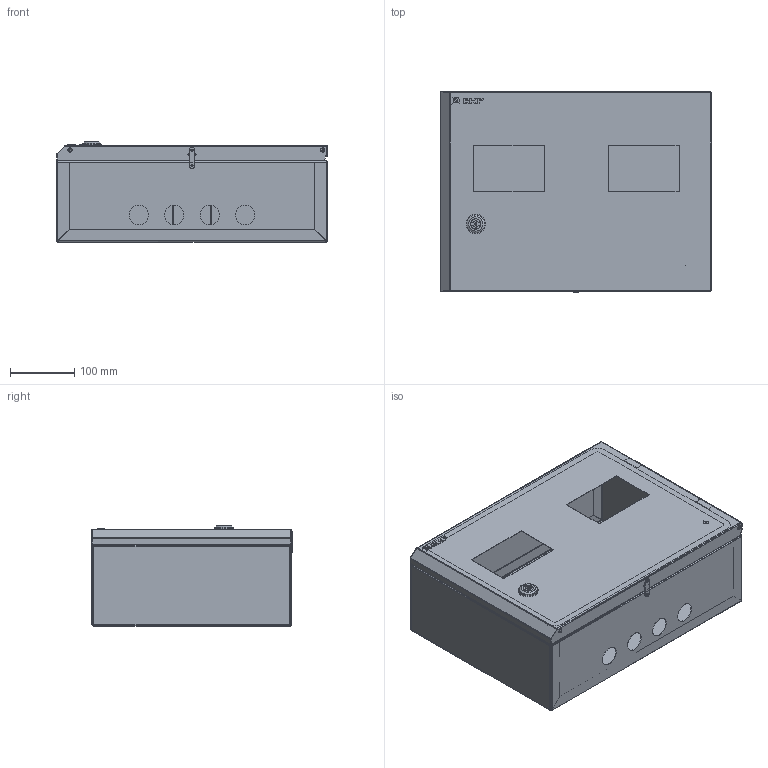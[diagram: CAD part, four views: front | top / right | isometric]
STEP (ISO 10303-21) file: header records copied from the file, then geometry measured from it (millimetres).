
FILE_DESCRIPTION (( 'STEP AP214' ), '1' );
FILE_NAME ('ÙÓ 1-2-0 310õ420õ150 iP54 ÌÈ-464.00.00.000 ÑÁ.STEP', '2017-08-29T07:52:06', ( 'Admin' ), ( '' ), 'SwSTEP 2.0', 'SolidWorks 2017', '' );
FILE_SCHEMA (( 'AUTOMOTIVE_DESIGN' ));
Length unit declared in the file: millimetre
Products named in the file (26): Ïåòëÿ ùó 1_1.01.01.02; split pin_din_DIN 94-4x56-C-St; Ñòåíêà íèæíÿÿ ÌÈ-464.01.02.001; rivet 02_din_DIN 660-5x8-St-A-2; Ñòåíêà âåðõíÿÿ ÌÈ-464.01.00.001; hex flange nut_din_Hexagon Flange Nut DIN 6923 - M6 - N; Ñòåíêà çàäíÿÿ â ñáîðå ÌÈ-464.01.01.000 ÑÁ; Íàâåñêà íà êîðïóñ ïîä êëåïêó; Ïàíåëü ìîíòàæíàÿ â ñáîðå ÌÈ-464.03.00.000 ÑÁ; Øïèëüêà Ì6õ12; Øïèëüêà ïðèâàðíàÿ Ì6õ20 DIN 13918; cross ph tapping 968_din_Screw DIN 968-ST4.2x13-C-H-N; Ñòåíêà çàäíÿÿ ÌÈ-464.01.01.001; rivet 02_din_DIN 660-4x6-St-A-1; DIN-ðåéêà L=60; ÙÓ 1-2-0 310õ420õ150 iP54 ÌÈ-464.00.00.000 ÑÁ; ÌÈ-467.03.00.001 Îïîðà; Ïàíåëü ìîíòàæíàÿ ÌÈ-464.03.00.001; Äâåðü â ñáîðå ÌÈ-464.02.00.000 ÑÁ; 呧蜦 3D; Ïåòëÿ íà äâåðü ï-îáðàçíàÿ; ÓÊ íà äâåðü ÌÈ-464; Çàìîê áîëüøîé; ﾄ粢 ﾌﾈ-464.02.00.001; Êîðïóñ â ñáîðå ÌÈ-464.01.00.000 ÑÁ; Ñòåíêà íèæíÿÿ â ñáîðå ÌÈ-464.01.02.000
Assembly tree (43 placements, depth 4):
  ÙÓ 1-2-0 310õ420õ150 iP54 ÌÈ-464.00.00.000 ÑÁ
    Êîðïóñ â ñáîðå ÌÈ-464.01.00.000 ÑÁ
      Ñòåíêà çàäíÿÿ â ñáîðå ÌÈ-464.01.01.000 ÑÁ
        Ñòåíêà çàäíÿÿ ÌÈ-464.01.01.001
        Øïèëüêà ïðèâàðíàÿ Ì6õ20 DIN 13918  x4
        Øïèëüêà Ì6õ12
      Ñòåíêà âåðõíÿÿ ÌÈ-464.01.00.001
      Ñòåíêà íèæíÿÿ â ñáîðå ÌÈ-464.01.02.000
        Ñòåíêà íèæíÿÿ ÌÈ-464.01.02.001
        Ïåòëÿ ùó 1_1.01.01.02
    Äâåðü â ñáîðå ÌÈ-464.02.00.000 ÑÁ
      ﾄ粢 ﾌﾈ-464.02.00.001
      Çàìîê áîëüøîé  x2
      ÓÊ íà äâåðü ÌÈ-464
      Øïèëüêà Ì6õ12
      Ïåòëÿ íà äâåðü ï-îáðàçíàÿ  x2
      呧蜦 3D
    Ïàíåëü ìîíòàæíàÿ â ñáîðå ÌÈ-464.03.00.000 ÑÁ
      Ïàíåëü ìîíòàæíàÿ ÌÈ-464.03.00.001
      ÌÈ-467.03.00.001 Îïîðà
      DIN-ðåéêà L=60
      rivet 02_din_DIN 660-4x6-St-A-1  x2
      cross ph tapping 968_din_Screw DIN 968-ST4.2x13-C-H-N  x2
    Íàâåñêà íà êîðïóñ ïîä êëåïêó  x2
    hex flange nut_din_Hexagon Flange Nut DIN 6923 - M6 - N  x6
    rivet 02_din_DIN 660-5x8-St-A-2  x4
    split pin_din_DIN 94-4x56-C-St  x2
Bounding box: 420 x 310.7 x 155.24 mm (x, y, z)
Volume: 688887.1 mm3; surface area: 1286679.1 mm2
Topology: 45 solids, 55 shells, 1371 faces, 3153 edges, 1918 vertices
Faces by surface type: plane 736, cylinder 429, cone 92, torus 56, bspline 54, sphere 4
Entity records: 28227 total; most frequent: CARTESIAN_POINT 5579, DIRECTION 4455, ORIENTED_EDGE 4158, EDGE_CURVE 2079, AXIS2_PLACEMENT_3D 1556, VECTOR 1343, LINE 1343, VERTEX_POINT 1270
